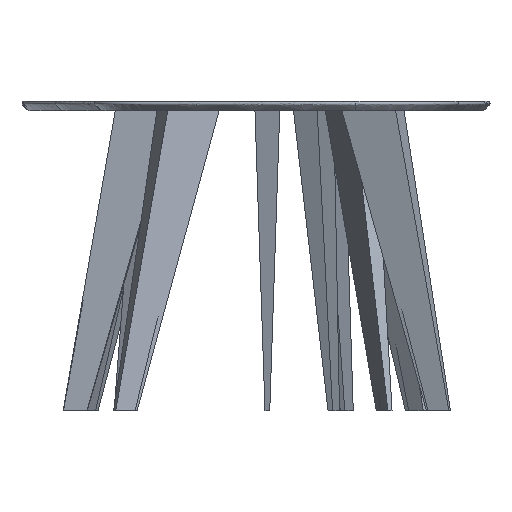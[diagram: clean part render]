
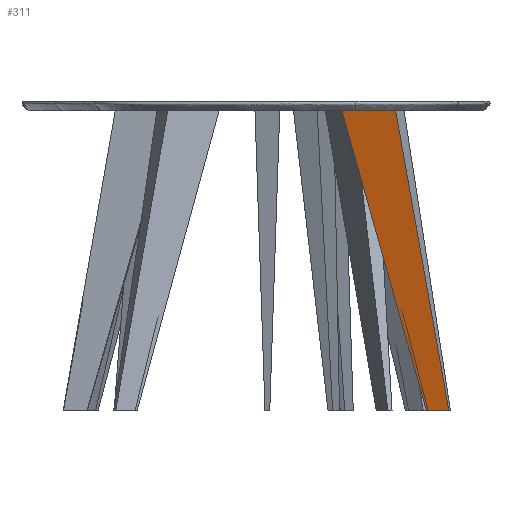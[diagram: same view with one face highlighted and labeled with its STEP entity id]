
A CAD part, left-side view. The second image highlights one B-rep face of the part: STEP entity #311.
In plain terms, the highlighted free-form (B-spline) face has degree [1, 1] with [2, 2] control points.
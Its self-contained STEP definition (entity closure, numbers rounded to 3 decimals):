
#181=B_SPLINE_CURVE_WITH_KNOTS($,1,(#9891,#9892),.UNSPECIFIED.,.F.,.F.,(2,
2),(-50.,0.),.UNSPECIFIED.);
#186=B_SPLINE_CURVE_WITH_KNOTS($,1,(#9901,#9902),.UNSPECIFIED.,.F.,.F.,(2,
2),(-655.845,0.),.UNSPECIFIED.);
#190=B_SPLINE_CURVE_WITH_KNOTS($,1,(#9909,#9910),.UNSPECIFIED.,.F.,.F.,(2,
2),(0.,120.),.UNSPECIFIED.);
#192=B_SPLINE_CURVE_WITH_KNOTS($,1,(#9913,#9914),.UNSPECIFIED.,.F.,.F.,(2,
2),(0.,640.063),.UNSPECIFIED.);
#311=ADVANCED_FACE($,(#423),#1553,.T.);
#423=FACE_OUTER_BOUND($,#535,.T.);
#535=EDGE_LOOP($,(#1005,#1006,#1007,#1008));
#1005=ORIENTED_EDGE($,*,*,#1262,.F.);
#1006=ORIENTED_EDGE($,*,*,#1257,.F.);
#1007=ORIENTED_EDGE($,*,*,#1268,.F.);
#1008=ORIENTED_EDGE($,*,*,#1266,.F.);
#1257=EDGE_CURVE($,#1435,#1434,#181,.T.);
#1262=EDGE_CURVE($,#1434,#1439,#186,.T.);
#1266=EDGE_CURVE($,#1439,#1441,#190,.T.);
#1268=EDGE_CURVE($,#1441,#1435,#192,.T.);
#1434=VERTEX_POINT($,#9939);
#1435=VERTEX_POINT($,#9940);
#1439=VERTEX_POINT($,#9944);
#1441=VERTEX_POINT($,#9946);
#1553=B_SPLINE_SURFACE_WITH_KNOTS($,1,1,((#9935,#9936),(#9937,#9938)),.UNSPECIFIED.,
.F.,.F.,.F.,(2,2),(2,2),(0.,655.845),(0.,120.),.UNSPECIFIED.);
#9891=CARTESIAN_POINT($,(54958.43,-44596.358,-330.));
#9892=CARTESIAN_POINT($,(54975.434,-44549.339,-330.));
#9901=CARTESIAN_POINT($,(54975.434,-44549.339,-330.));
#9902=CARTESIAN_POINT($,(55017.27,-44371.905,300.));
#9909=CARTESIAN_POINT($,(55017.27,-44371.905,300.));
#9910=CARTESIAN_POINT($,(54976.46,-44484.752,300.));
#9913=CARTESIAN_POINT($,(54976.46,-44484.752,300.));
#9914=CARTESIAN_POINT($,(54958.43,-44596.358,-330.));
#9935=CARTESIAN_POINT($,(55017.27,-44371.905,300.));
#9936=CARTESIAN_POINT($,(54976.46,-44484.752,300.));
#9937=CARTESIAN_POINT($,(54975.434,-44549.339,-330.));
#9938=CARTESIAN_POINT($,(54958.43,-44596.358,-330.));
#9939=CARTESIAN_POINT($,(54975.434,-44549.339,-330.));
#9940=CARTESIAN_POINT($,(54958.43,-44596.358,-330.));
#9944=CARTESIAN_POINT($,(55017.27,-44371.905,300.));
#9946=CARTESIAN_POINT($,(54976.46,-44484.752,300.));
